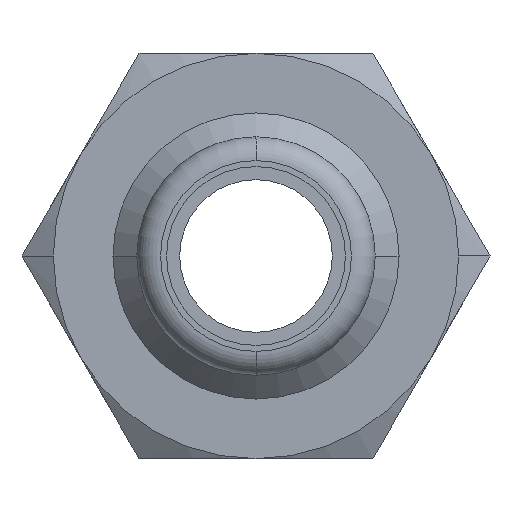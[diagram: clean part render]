
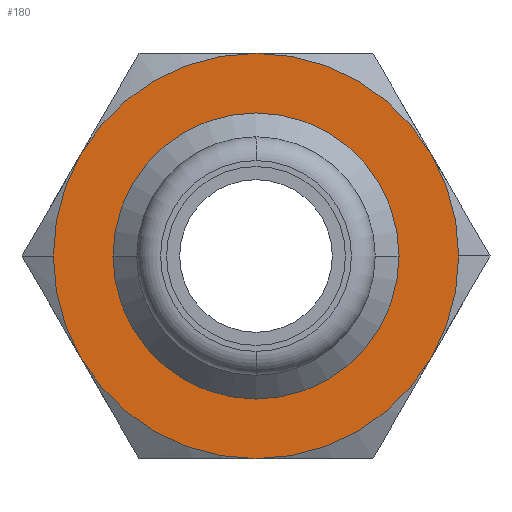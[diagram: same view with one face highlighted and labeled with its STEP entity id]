
A CAD part, front view. The second image highlights one B-rep face of the part: STEP entity #180.
In plain terms, the highlighted planar face has unit normal (0, -1, 0).
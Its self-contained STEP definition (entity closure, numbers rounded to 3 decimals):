
#180=ADVANCED_FACE('',(#404,#405),#406,.T.);
#404=FACE_OUTER_BOUND('',#665,.T.);
#405=FACE_BOUND('',#666,.T.);
#406=PLANE('',#667);
#665=EDGE_LOOP('',(#1111,#1112,#1113,#1114,#1115,#1116,#1117,#1118));
#666=EDGE_LOOP('',(#1119,#1120));
#667=AXIS2_PLACEMENT_3D('',#1121,#1122,#1123);
#1111=ORIENTED_EDGE('',*,*,#1640,.F.);
#1112=ORIENTED_EDGE('',*,*,#1641,.F.);
#1113=ORIENTED_EDGE('',*,*,#1482,.F.);
#1114=ORIENTED_EDGE('',*,*,#1553,.F.);
#1115=ORIENTED_EDGE('',*,*,#1642,.F.);
#1116=ORIENTED_EDGE('',*,*,#1643,.F.);
#1117=ORIENTED_EDGE('',*,*,#1487,.F.);
#1118=ORIENTED_EDGE('',*,*,#1644,.F.);
#1119=ORIENTED_EDGE('',*,*,#1603,.F.);
#1120=ORIENTED_EDGE('',*,*,#1645,.F.);
#1121=CARTESIAN_POINT('',(4.25,20.0,0.0));
#1122=DIRECTION('',(-0.0,-1.0,-0.0));
#1123=DIRECTION('',(-1.0,0.0,0.0));
#1482=EDGE_CURVE('',#1739,#1741,#1742,.T.);
#1487=EDGE_CURVE('',#1748,#1745,#1750,.T.);
#1553=EDGE_CURVE('',#1862,#1739,#1864,.T.);
#1603=EDGE_CURVE('',#1939,#1935,#1941,.T.);
#1640=EDGE_CURVE('',#1912,#1985,#1986,.T.);
#1641=EDGE_CURVE('',#1741,#1912,#1987,.T.);
#1642=EDGE_CURVE('',#1988,#1862,#1989,.T.);
#1643=EDGE_CURVE('',#1745,#1988,#1990,.T.);
#1644=EDGE_CURVE('',#1985,#1748,#1991,.T.);
#1645=EDGE_CURVE('',#1935,#1939,#1992,.T.);
#1739=VERTEX_POINT('',#2097);
#1741=VERTEX_POINT('',#2110);
#1742=CIRCLE('',#2111,8.5);
#1745=VERTEX_POINT('',#2125);
#1748=VERTEX_POINT('',#2139);
#1750=CIRCLE('',#2152,8.5);
#1862=VERTEX_POINT('',#2374);
#1864=CIRCLE('',#2377,8.5);
#1912=VERTEX_POINT('',#2529);
#1935=VERTEX_POINT('',#2633);
#1939=VERTEX_POINT('',#2638);
#1941=CIRCLE('',#2641,6.0);
#1985=VERTEX_POINT('',#2715);
#1986=CIRCLE('',#2716,8.5);
#1987=CIRCLE('',#2717,8.5);
#1988=VERTEX_POINT('',#2718);
#1989=CIRCLE('',#2719,8.5);
#1990=CIRCLE('',#2720,8.5);
#1991=CIRCLE('',#2721,8.5);
#1992=CIRCLE('',#2722,6.0);
#2097=CARTESIAN_POINT('',(-7.361,20.0,4.25));
#2110=CARTESIAN_POINT('',(0.,20.0,8.5));
#2111=AXIS2_PLACEMENT_3D('',#3029,#3030,#3031);
#2125=CARTESIAN_POINT('',(0.0,20.0,-8.5));
#2139=CARTESIAN_POINT('',(7.361,20.0,-4.25));
#2152=AXIS2_PLACEMENT_3D('',#3032,#3033,#3034);
#2374=CARTESIAN_POINT('',(-8.5,20.0,0.));
#2377=AXIS2_PLACEMENT_3D('',#3137,#3138,#3139);
#2529=CARTESIAN_POINT('',(7.361,20.0,4.25));
#2633=CARTESIAN_POINT('',(6.0,20.0,0.));
#2638=CARTESIAN_POINT('',(-6.0,20.0,0.));
#2641=AXIS2_PLACEMENT_3D('',#3184,#3185,#3186);
#2715=CARTESIAN_POINT('',(8.5,20.0,0.));
#2716=AXIS2_PLACEMENT_3D('',#3240,#3241,#3242);
#2717=AXIS2_PLACEMENT_3D('',#3243,#3244,#3245);
#2718=CARTESIAN_POINT('',(-7.361,20.0,-4.25));
#2719=AXIS2_PLACEMENT_3D('',#3246,#3247,#3248);
#2720=AXIS2_PLACEMENT_3D('',#3249,#3250,#3251);
#2721=AXIS2_PLACEMENT_3D('',#3252,#3253,#3254);
#2722=AXIS2_PLACEMENT_3D('',#3255,#3256,#3257);
#3029=CARTESIAN_POINT('',(0.0,20.0,0.0));
#3030=DIRECTION('',(-0.0,1.0,0.0));
#3031=DIRECTION('',(1.0,0.0,0.0));
#3032=CARTESIAN_POINT('',(0.0,20.0,0.0));
#3033=DIRECTION('',(-0.0,1.0,0.0));
#3034=DIRECTION('',(1.0,0.0,0.0));
#3137=CARTESIAN_POINT('',(0.0,20.0,0.0));
#3138=DIRECTION('',(-0.0,1.0,0.0));
#3139=DIRECTION('',(1.0,0.0,0.0));
#3184=CARTESIAN_POINT('',(0.0,20.0,0.0));
#3185=DIRECTION('',(0.0,-1.0,0.0));
#3186=DIRECTION('',(1.0,0.0,0.0));
#3240=CARTESIAN_POINT('',(0.0,20.0,0.0));
#3241=DIRECTION('',(-0.0,1.0,0.0));
#3242=DIRECTION('',(1.0,0.0,0.0));
#3243=CARTESIAN_POINT('',(0.0,20.0,0.0));
#3244=DIRECTION('',(-0.0,1.0,0.0));
#3245=DIRECTION('',(1.0,0.0,0.0));
#3246=CARTESIAN_POINT('',(0.0,20.0,0.0));
#3247=DIRECTION('',(-0.0,1.0,0.0));
#3248=DIRECTION('',(1.0,0.0,0.0));
#3249=CARTESIAN_POINT('',(0.0,20.0,0.0));
#3250=DIRECTION('',(-0.0,1.0,0.0));
#3251=DIRECTION('',(1.0,0.0,0.0));
#3252=CARTESIAN_POINT('',(0.0,20.0,0.0));
#3253=DIRECTION('',(-0.0,1.0,0.0));
#3254=DIRECTION('',(1.0,0.0,0.0));
#3255=CARTESIAN_POINT('',(0.0,20.0,0.0));
#3256=DIRECTION('',(0.0,-1.0,0.0));
#3257=DIRECTION('',(1.0,0.0,0.0));
